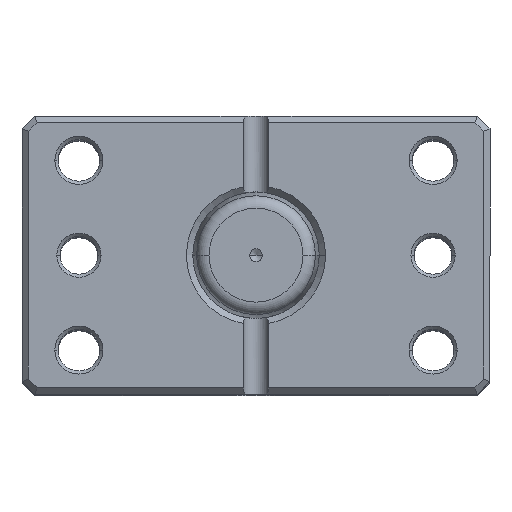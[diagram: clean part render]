
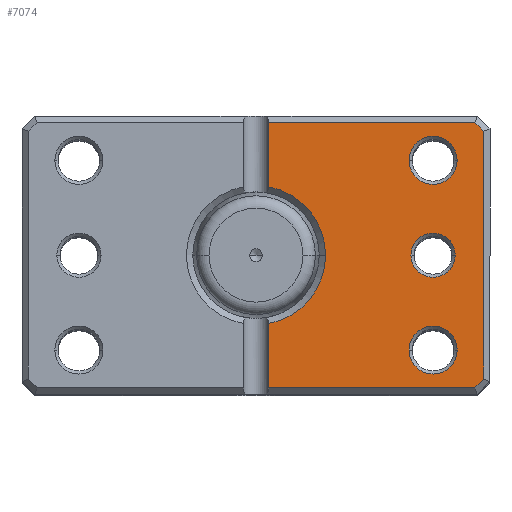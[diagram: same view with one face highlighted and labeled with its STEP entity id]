
A CAD part, top view. The second image highlights one B-rep face of the part: STEP entity #7074.
In plain terms, the highlighted face is planar.
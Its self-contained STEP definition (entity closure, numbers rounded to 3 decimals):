
#89 = DIRECTION ( 'NONE',  ( 0., 0., 1. ) ) ;
#98 = CARTESIAN_POINT ( 'NONE',  ( -2., -10.817, 0. ) ) ;
#134 = AXIS2_PLACEMENT_3D ( 'NONE', #6967, #3752, #368 ) ;
#149 = CARTESIAN_POINT ( 'NONE',  ( -2., 10.817, 0. ) ) ;
#172 = EDGE_CURVE ( 'NONE', #5028, #3713, #3386, .T. ) ;
#174 = LINE ( 'NONE', #2432, #4460 ) ;
#180 = AXIS2_PLACEMENT_3D ( 'NONE', #4894, #1585, #5430 ) ;
#255 = DIRECTION ( 'NONE',  ( -0.707, 0.707, 0. ) ) ;
#332 = EDGE_CURVE ( 'NONE', #3713, #5028, #3976, .T. ) ;
#368 = DIRECTION ( 'NONE',  ( 1., 0., 0. ) ) ;
#477 = VERTEX_POINT ( 'NONE', #3251 ) ;
#659 = CARTESIAN_POINT ( 'NONE',  ( -24.2, 15., 0. ) ) ;
#679 = CARTESIAN_POINT ( 'NONE',  ( -28., -15., 0. ) ) ;
#695 = VECTOR ( 'NONE', #6097, 1000. ) ;
#781 = EDGE_LOOP ( 'NONE', ( #3250, #6020 ) ) ;
#815 = DIRECTION ( 'NONE',  ( 0., 0., 1. ) ) ;
#852 = EDGE_CURVE ( 'NONE', #1874, #1941, #5503, .T. ) ;
#922 = LINE ( 'NONE', #2364, #6251 ) ;
#955 = VERTEX_POINT ( 'NONE', #4196 ) ;
#1144 = DIRECTION ( 'NONE',  ( 1., 0., 0. ) ) ;
#1146 = CIRCLE ( 'NONE', #5153, 3.8 ) ;
#1150 = VERTEX_POINT ( 'NONE', #1457 ) ;
#1235 = EDGE_CURVE ( 'NONE', #2147, #3055, #174, .T. ) ;
#1248 = DIRECTION ( 'NONE',  ( 1., 0., 0. ) ) ;
#1273 = EDGE_CURVE ( 'NONE', #3195, #3438, #1333, .T. ) ;
#1274 = EDGE_CURVE ( 'NONE', #955, #3195, #4294, .T. ) ;
#1324 = ORIENTED_EDGE ( 'NONE', *, *, #5069, .T. ) ;
#1333 = LINE ( 'NONE', #2006, #5712 ) ;
#1387 = ORIENTED_EDGE ( 'NONE', *, *, #332, .T. ) ;
#1454 = ORIENTED_EDGE ( 'NONE', *, *, #1273, .T. ) ;
#1457 = CARTESIAN_POINT ( 'NONE',  ( -24.2, -15., 0. ) ) ;
#1564 = CARTESIAN_POINT ( 'NONE',  ( -2., 22., 0. ) ) ;
#1585 = DIRECTION ( 'NONE',  ( 0., 0., 1. ) ) ;
#1874 = VERTEX_POINT ( 'NONE', #4065 ) ;
#1941 = VERTEX_POINT ( 'NONE', #3626 ) ;
#1957 = ORIENTED_EDGE ( 'NONE', *, *, #3772, .T. ) ;
#1985 = AXIS2_PLACEMENT_3D ( 'NONE', #5044, #2330, #6112 ) ;
#2006 = CARTESIAN_POINT ( 'NONE',  ( -2., 22., 0. ) ) ;
#2030 = CARTESIAN_POINT ( 'NONE',  ( -31.5, 0., 0. ) ) ;
#2085 = DIRECTION ( 'NONE',  ( 1., 0., 0. ) ) ;
#2096 = AXIS2_PLACEMENT_3D ( 'NONE', #3477, #89, #4016 ) ;
#2099 = EDGE_CURVE ( 'NONE', #2561, #6810, #2567, .T. ) ;
#2147 = VERTEX_POINT ( 'NONE', #5482 ) ;
#2305 = CARTESIAN_POINT ( 'NONE',  ( 0., 21., 0. ) ) ;
#2326 = CARTESIAN_POINT ( 'NONE',  ( -36., 0., 0. ) ) ;
#2330 = DIRECTION ( 'NONE',  ( 0., 0., 1. ) ) ;
#2364 = CARTESIAN_POINT ( 'NONE',  ( 0., -21., 0. ) ) ;
#2367 = EDGE_CURVE ( 'NONE', #1150, #477, #1146, .T. ) ;
#2412 = CIRCLE ( 'NONE', #134, 11. ) ;
#2432 = CARTESIAN_POINT ( 'NONE',  ( -27.793, 27.793, 0. ) ) ;
#2434 = VECTOR ( 'NONE', #5579, 1000. ) ;
#2462 = CARTESIAN_POINT ( 'NONE',  ( -28., -15., 0. ) ) ;
#2468 = DIRECTION ( 'NONE',  ( 0., -1., 0. ) ) ;
#2515 = ORIENTED_EDGE ( 'NONE', *, *, #1274, .T. ) ;
#2538 = FACE_BOUND ( 'NONE', #781, .T. ) ;
#2561 = VERTEX_POINT ( 'NONE', #4978 ) ;
#2567 = CIRCLE ( 'NONE', #180, 3.5 ) ;
#2605 = LINE ( 'NONE', #2326, #2434 ) ;
#2618 = EDGE_CURVE ( 'NONE', #3055, #5011, #3852, .T. ) ;
#2906 = ORIENTED_EDGE ( 'NONE', *, *, #1235, .T. ) ;
#2927 = DIRECTION ( 'NONE',  ( -1., 0., 0. ) ) ;
#2940 = CIRCLE ( 'NONE', #5493, 3.8 ) ;
#3033 = DIRECTION ( 'NONE',  ( 1., 0., 0. ) ) ;
#3055 = VERTEX_POINT ( 'NONE', #5514 ) ;
#3142 = CARTESIAN_POINT ( 'NONE',  ( -27.793, -27.793, 0. ) ) ;
#3195 = VERTEX_POINT ( 'NONE', #98 ) ;
#3250 = ORIENTED_EDGE ( 'NONE', *, *, #4352, .T. ) ;
#3251 = CARTESIAN_POINT ( 'NONE',  ( -31.8, -15., 0. ) ) ;
#3282 = CARTESIAN_POINT ( 'NONE',  ( -2., -21., 0. ) ) ;
#3305 = CARTESIAN_POINT ( 'NONE',  ( -28., 15., 0. ) ) ;
#3348 = ORIENTED_EDGE ( 'NONE', *, *, #172, .T. ) ;
#3386 = CIRCLE ( 'NONE', #5947, 3.8 ) ;
#3438 = VERTEX_POINT ( 'NONE', #3282 ) ;
#3477 = CARTESIAN_POINT ( 'NONE',  ( -28., 0., 0. ) ) ;
#3554 = CARTESIAN_POINT ( 'NONE',  ( -28., 15., 0. ) ) ;
#3570 = ORIENTED_EDGE ( 'NONE', *, *, #852, .T. ) ;
#3626 = CARTESIAN_POINT ( 'NONE',  ( -36., -19.586, 0. ) ) ;
#3713 = VERTEX_POINT ( 'NONE', #6093 ) ;
#3736 = EDGE_CURVE ( 'NONE', #1941, #2147, #2605, .T. ) ;
#3752 = DIRECTION ( 'NONE',  ( 0., 0., 1. ) ) ;
#3772 = EDGE_CURVE ( 'NONE', #3438, #1874, #922, .T. ) ;
#3852 = LINE ( 'NONE', #2305, #695 ) ;
#3862 = ORIENTED_EDGE ( 'NONE', *, *, #5161, .T. ) ;
#3897 = VECTOR ( 'NONE', #255, 1000. ) ;
#3976 = CIRCLE ( 'NONE', #4728, 3.8 ) ;
#4009 = FACE_BOUND ( 'NONE', #6321, .T. ) ;
#4016 = DIRECTION ( 'NONE',  ( 1., 0., 0. ) ) ;
#4060 = VECTOR ( 'NONE', #4870, 1000. ) ;
#4065 = CARTESIAN_POINT ( 'NONE',  ( -34.586, -21., 0. ) ) ;
#4122 = AXIS2_PLACEMENT_3D ( 'NONE', #7062, #6902, #6796 ) ;
#4167 = EDGE_CURVE ( 'NONE', #5011, #6061, #6586, .T. ) ;
#4196 = CARTESIAN_POINT ( 'NONE',  ( -11., 0., 0. ) ) ;
#4294 = CIRCLE ( 'NONE', #4122, 11. ) ;
#4352 = EDGE_CURVE ( 'NONE', #6810, #2561, #5400, .T. ) ;
#4421 = ORIENTED_EDGE ( 'NONE', *, *, #2618, .T. ) ;
#4424 = ORIENTED_EDGE ( 'NONE', *, *, #4167, .T. ) ;
#4460 = VECTOR ( 'NONE', #6174, 1000. ) ;
#4499 = FACE_BOUND ( 'NONE', #5599, .T. ) ;
#4557 = DIRECTION ( 'NONE',  ( 0., 0., 1. ) ) ;
#4603 = ORIENTED_EDGE ( 'NONE', *, *, #2367, .T. ) ;
#4728 = AXIS2_PLACEMENT_3D ( 'NONE', #3554, #815, #2085 ) ;
#4870 = DIRECTION ( 'NONE',  ( 0., -1., 0. ) ) ;
#4894 = CARTESIAN_POINT ( 'NONE',  ( -28., 0., 0. ) ) ;
#4978 = CARTESIAN_POINT ( 'NONE',  ( -24.5, 0., 0. ) ) ;
#5011 = VERTEX_POINT ( 'NONE', #6692 ) ;
#5028 = VERTEX_POINT ( 'NONE', #659 ) ;
#5044 = CARTESIAN_POINT ( 'NONE',  ( 0., 0., 0. ) ) ;
#5050 = ORIENTED_EDGE ( 'NONE', *, *, #3736, .T. ) ;
#5069 = EDGE_CURVE ( 'NONE', #477, #1150, #2940, .T. ) ;
#5153 = AXIS2_PLACEMENT_3D ( 'NONE', #2462, #6266, #3033 ) ;
#5161 = EDGE_CURVE ( 'NONE', #6061, #955, #2412, .T. ) ;
#5400 = CIRCLE ( 'NONE', #2096, 3.5 ) ;
#5430 = DIRECTION ( 'NONE',  ( 1., 0., 0. ) ) ;
#5482 = CARTESIAN_POINT ( 'NONE',  ( -36., 19.586, 0. ) ) ;
#5493 = AXIS2_PLACEMENT_3D ( 'NONE', #679, #4557, #1248 ) ;
#5503 = LINE ( 'NONE', #3142, #3897 ) ;
#5514 = CARTESIAN_POINT ( 'NONE',  ( -34.586, 21., 0. ) ) ;
#5579 = DIRECTION ( 'NONE',  ( 0., 1., 0. ) ) ;
#5599 = EDGE_LOOP ( 'NONE', ( #1324, #4603 ) ) ;
#5712 = VECTOR ( 'NONE', #2468, 1000. ) ;
#5804 = EDGE_LOOP ( 'NONE', ( #4424, #3862, #2515, #1454, #1957, #3570, #5050, #2906, #4421 ) ) ;
#5947 = AXIS2_PLACEMENT_3D ( 'NONE', #3305, #5951, #1144 ) ;
#5951 = DIRECTION ( 'NONE',  ( 0., 0., 1. ) ) ;
#6020 = ORIENTED_EDGE ( 'NONE', *, *, #2099, .T. ) ;
#6061 = VERTEX_POINT ( 'NONE', #149 ) ;
#6093 = CARTESIAN_POINT ( 'NONE',  ( -31.8, 15., 0. ) ) ;
#6097 = DIRECTION ( 'NONE',  ( 1., 0., 0. ) ) ;
#6112 = DIRECTION ( 'NONE',  ( 1., 0., 0. ) ) ;
#6174 = DIRECTION ( 'NONE',  ( 0.707, 0.707, 0. ) ) ;
#6251 = VECTOR ( 'NONE', #2927, 1000. ) ;
#6266 = DIRECTION ( 'NONE',  ( 0., 0., 1. ) ) ;
#6321 = EDGE_LOOP ( 'NONE', ( #1387, #3348 ) ) ;
#6586 = LINE ( 'NONE', #1564, #4060 ) ;
#6652 = PLANE ( 'NONE',  #1985 ) ;
#6692 = CARTESIAN_POINT ( 'NONE',  ( -2., 21., 0. ) ) ;
#6796 = DIRECTION ( 'NONE',  ( 1., 0., 0. ) ) ;
#6810 = VERTEX_POINT ( 'NONE', #2030 ) ;
#6870 = FACE_OUTER_BOUND ( 'NONE', #5804, .T. ) ;
#6902 = DIRECTION ( 'NONE',  ( 0., 0., 1. ) ) ;
#6967 = CARTESIAN_POINT ( 'NONE',  ( 0., 0., 0. ) ) ;
#7062 = CARTESIAN_POINT ( 'NONE',  ( 0., 0., 0. ) ) ;
#7074 = ADVANCED_FACE ( 'NONE', ( #2538, #4499, #4009, #6870 ), #6652, .F. ) ;
